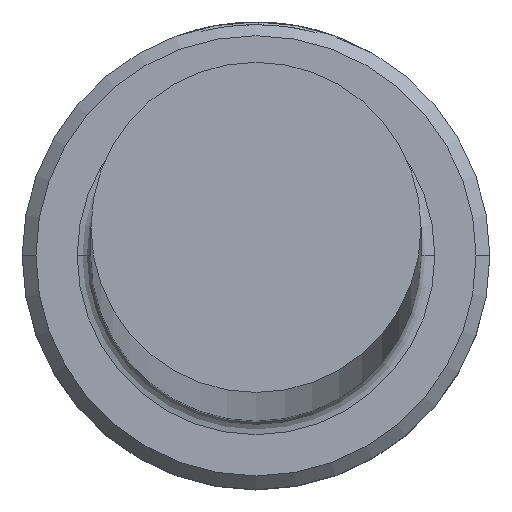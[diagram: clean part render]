
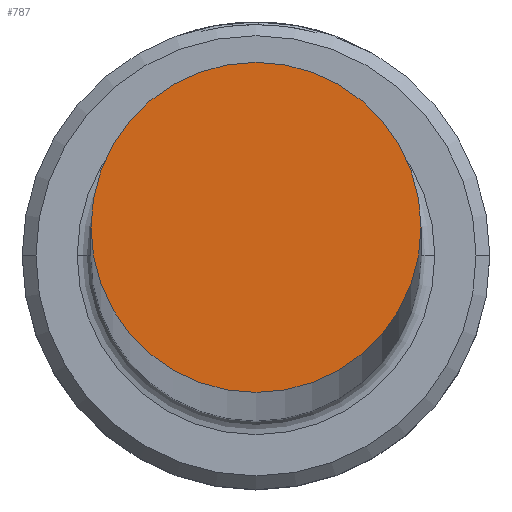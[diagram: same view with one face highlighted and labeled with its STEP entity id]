
A CAD part, top view. The second image highlights one B-rep face of the part: STEP entity #787.
In plain terms, the highlighted planar face has unit normal (0, 0, 1).
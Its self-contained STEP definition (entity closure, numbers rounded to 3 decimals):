
#4 = EDGE_CURVE ( 'NONE', #572, #779, #309, .T. ) ;
#53 = FACE_OUTER_BOUND ( 'NONE', #1051, .T. ) ;
#63 = ORIENTED_EDGE ( 'NONE', *, *, #990, .T. ) ;
#94 = AXIS2_PLACEMENT_3D ( 'NONE', #886, #1067, #522 ) ;
#220 = ORIENTED_EDGE ( 'NONE', *, *, #4, .T. ) ;
#241 = CARTESIAN_POINT ( 'NONE',  ( 6., 0., 600. ) ) ;
#259 = CARTESIAN_POINT ( 'NONE',  ( -6., 0., 600. ) ) ;
#269 = DIRECTION ( 'NONE',  ( 0., 0., 1. ) ) ;
#309 = CIRCLE ( 'NONE', #395, 6. ) ;
#367 = DIRECTION ( 'NONE',  ( 1., 0., 0. ) ) ;
#395 = AXIS2_PLACEMENT_3D ( 'NONE', #1020, #269, #367 ) ;
#522 = DIRECTION ( 'NONE',  ( 1., 0., 0. ) ) ;
#544 = CARTESIAN_POINT ( 'NONE',  ( 0., 0., 600. ) ) ;
#572 = VERTEX_POINT ( 'NONE', #259 ) ;
#633 = DIRECTION ( 'NONE',  ( 1., 0., 0. ) ) ;
#659 = AXIS2_PLACEMENT_3D ( 'NONE', #544, #1178, #633 ) ;
#779 = VERTEX_POINT ( 'NONE', #241 ) ;
#787 = ADVANCED_FACE ( 'NONE', ( #53 ), #879, .T. ) ;
#879 = PLANE ( 'NONE',  #94 ) ;
#886 = CARTESIAN_POINT ( 'NONE',  ( 0., 0., 600. ) ) ;
#990 = EDGE_CURVE ( 'NONE', #779, #572, #1098, .T. ) ;
#1020 = CARTESIAN_POINT ( 'NONE',  ( 0., 0., 600. ) ) ;
#1051 = EDGE_LOOP ( 'NONE', ( #220, #63 ) ) ;
#1067 = DIRECTION ( 'NONE',  ( 0., 0., 1. ) ) ;
#1098 = CIRCLE ( 'NONE', #659, 6. ) ;
#1178 = DIRECTION ( 'NONE',  ( 0., 0., 1. ) ) ;
